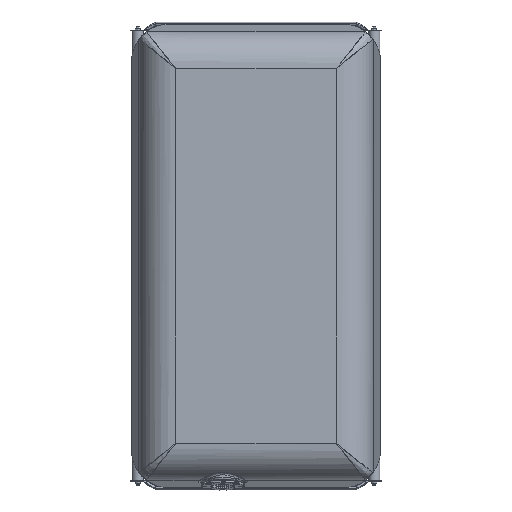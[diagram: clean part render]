
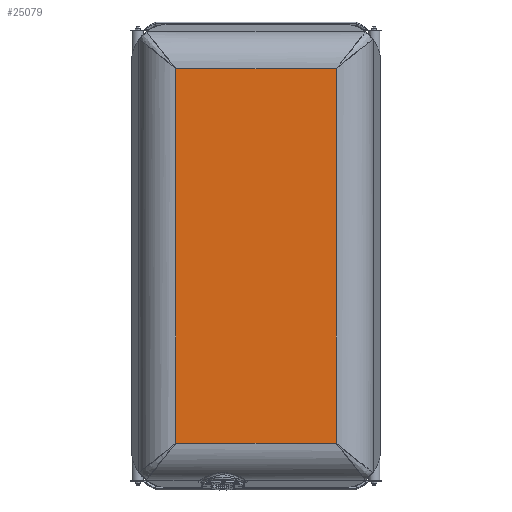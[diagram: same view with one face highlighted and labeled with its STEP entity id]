
A CAD part, front view. The second image highlights one B-rep face of the part: STEP entity #25079.
In plain terms, the highlighted planar face has unit normal (0, -1, 0).
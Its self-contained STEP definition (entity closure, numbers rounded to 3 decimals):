
#778=PLANE('',#27239);
#2214=FACE_OUTER_BOUND('',#3725,.T.);
#3725=EDGE_LOOP('',(#20207,#20208,#20209,#20210));
#6944=LINE('',#44636,#8639);
#7309=LINE('',#53095,#9004);
#7312=LINE('',#53209,#9007);
#7373=LINE('',#54918,#9068);
#8639=VECTOR('',#30072,10.);
#9004=VECTOR('',#31261,10.);
#9007=VECTOR('',#31274,10.);
#9068=VECTOR('',#31489,10.);
#10599=VERTEX_POINT('',#44633);
#10600=VERTEX_POINT('',#44635);
#11117=VERTEX_POINT('',#52813);
#11143=VERTEX_POINT('',#53192);
#13397=EDGE_CURVE('',#10599,#10600,#6944,.T.);
#14218=EDGE_CURVE('',#11117,#10599,#7309,.T.);
#14229=EDGE_CURVE('',#10600,#11143,#7312,.T.);
#14377=EDGE_CURVE('',#11143,#11117,#7373,.T.);
#20207=ORIENTED_EDGE('',*,*,#14377,.F.);
#20208=ORIENTED_EDGE('',*,*,#14229,.F.);
#20209=ORIENTED_EDGE('',*,*,#13397,.F.);
#20210=ORIENTED_EDGE('',*,*,#14218,.F.);
#25079=ADVANCED_FACE('',(#2214),#778,.T.);
#27239=AXIS2_PLACEMENT_3D('',#54924,#31499,#31500);
#30072=DIRECTION('',(-1.,0.,0.));
#31261=DIRECTION('',(0.,0.,-1.));
#31274=DIRECTION('',(0.,0.,1.));
#31489=DIRECTION('',(1.,0.,0.));
#31499=DIRECTION('center_axis',(0.,-1.,0.));
#31500=DIRECTION('ref_axis',(1.,0.,0.));
#44633=CARTESIAN_POINT('',(320.041,-787.5,-748.541));
#44635=CARTESIAN_POINT('',(-320.041,-787.5,-748.541));
#44636=CARTESIAN_POINT('',(-320.041,-787.5,-748.541));
#52813=CARTESIAN_POINT('',(320.041,-787.5,748.541));
#53095=CARTESIAN_POINT('',(320.041,-787.5,-748.541));
#53192=CARTESIAN_POINT('',(-320.041,-787.5,748.541));
#53209=CARTESIAN_POINT('',(-320.041,-787.5,926.));
#54918=CARTESIAN_POINT('',(320.041,-787.5,748.541));
#54924=CARTESIAN_POINT('Origin',(-497.5,-787.5,0.));
